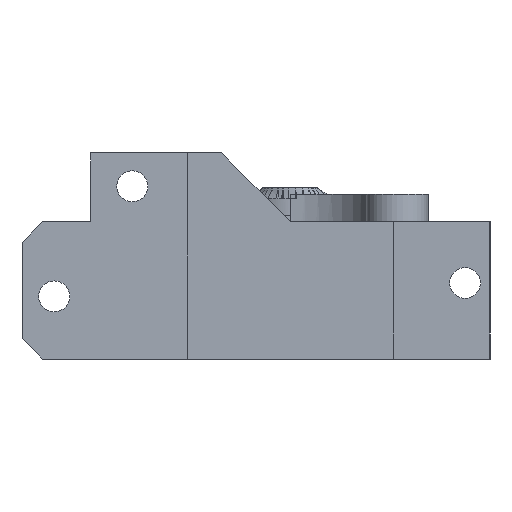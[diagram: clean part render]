
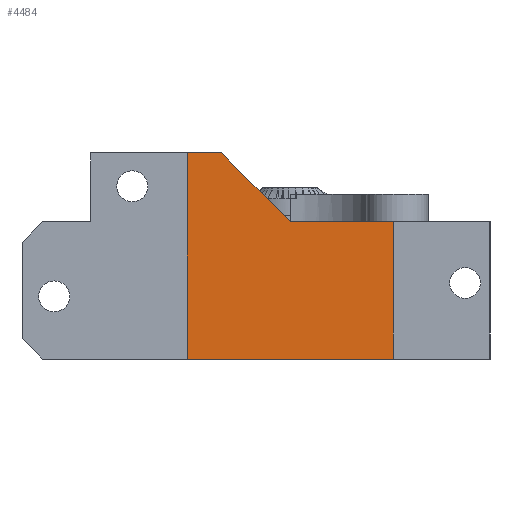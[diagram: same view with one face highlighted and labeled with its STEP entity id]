
A CAD part, front view. The second image highlights one B-rep face of the part: STEP entity #4484.
In plain terms, the highlighted planar face has unit normal (0, -1, 0).
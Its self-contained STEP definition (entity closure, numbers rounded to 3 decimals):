
#548=FACE_OUTER_BOUND('',#801,.T.);
#801=EDGE_LOOP('',(#3049,#3050,#3051,#3052,#3053,#3054));
#1096=LINE('',#6402,#1472);
#1098=LINE('',#6406,#1474);
#1104=LINE('',#6418,#1480);
#1116=LINE('',#6447,#1492);
#1117=LINE('',#6450,#1493);
#1118=LINE('',#6451,#1494);
#1472=VECTOR('',#5203,10.);
#1474=VECTOR('',#5207,10.);
#1480=VECTOR('',#5219,10.);
#1492=VECTOR('',#5245,10.);
#1493=VECTOR('',#5248,10.);
#1494=VECTOR('',#5249,10.);
#1847=VERTEX_POINT('',#6396);
#1849=VERTEX_POINT('',#6400);
#1850=VERTEX_POINT('',#6404);
#1853=VERTEX_POINT('',#6417);
#1863=VERTEX_POINT('',#6445);
#1864=VERTEX_POINT('',#6449);
#2314=EDGE_CURVE('',#1849,#1847,#1096,.T.);
#2316=EDGE_CURVE('',#1849,#1850,#1098,.T.);
#2322=EDGE_CURVE('',#1847,#1853,#1104,.T.);
#2337=EDGE_CURVE('',#1863,#1853,#1116,.T.);
#2338=EDGE_CURVE('',#1863,#1864,#1117,.T.);
#2339=EDGE_CURVE('',#1864,#1850,#1118,.T.);
#3049=ORIENTED_EDGE('',*,*,#2338,.F.);
#3050=ORIENTED_EDGE('',*,*,#2337,.T.);
#3051=ORIENTED_EDGE('',*,*,#2322,.F.);
#3052=ORIENTED_EDGE('',*,*,#2314,.F.);
#3053=ORIENTED_EDGE('',*,*,#2316,.T.);
#3054=ORIENTED_EDGE('',*,*,#2339,.F.);
#4361=PLANE('',#4771);
#4484=ADVANCED_FACE('',(#548),#4361,.T.);
#4771=AXIS2_PLACEMENT_3D('',#6448,#5246,#5247);
#5203=DIRECTION('',(0.707,0.,-0.707));
#5207=DIRECTION('',(-1.,0.,0.));
#5219=DIRECTION('',(1.,0.,0.));
#5245=DIRECTION('',(0.,0.,1.));
#5246=DIRECTION('center_axis',(0.,-1.,0.));
#5247=DIRECTION('ref_axis',(1.,0.,0.));
#5248=DIRECTION('',(-1.,0.,0.));
#5249=DIRECTION('',(0.,0.,1.));
#6396=CARTESIAN_POINT('',(22.625,2.,17.552));
#6400=CARTESIAN_POINT('',(12.625,2.,27.552));
#6402=CARTESIAN_POINT('',(11.616,2.,28.56));
#6404=CARTESIAN_POINT('',(7.625,2.,27.552));
#6406=CARTESIAN_POINT('',(7.862,2.,27.552));
#6417=CARTESIAN_POINT('',(37.625,2.,17.552));
#6418=CARTESIAN_POINT('',(37.625,2.,17.552));
#6445=CARTESIAN_POINT('',(37.625,2.,-2.448));
#6447=CARTESIAN_POINT('',(37.625,2.,-2.448));
#6448=CARTESIAN_POINT('Origin',(7.625,2.,-2.448));
#6449=CARTESIAN_POINT('',(7.625,2.,-2.448));
#6450=CARTESIAN_POINT('',(37.625,2.,-2.448));
#6451=CARTESIAN_POINT('',(7.625,2.,-2.448));
